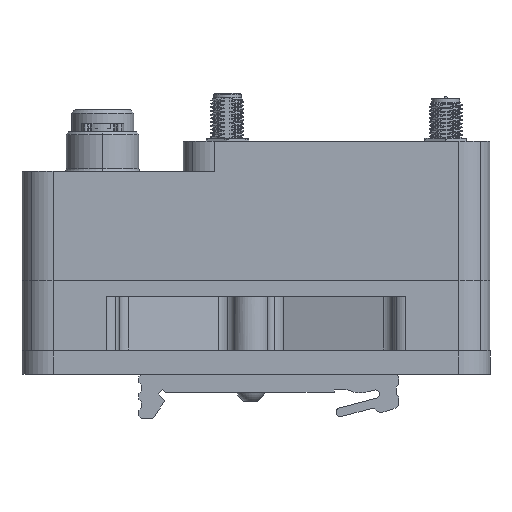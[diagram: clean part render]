
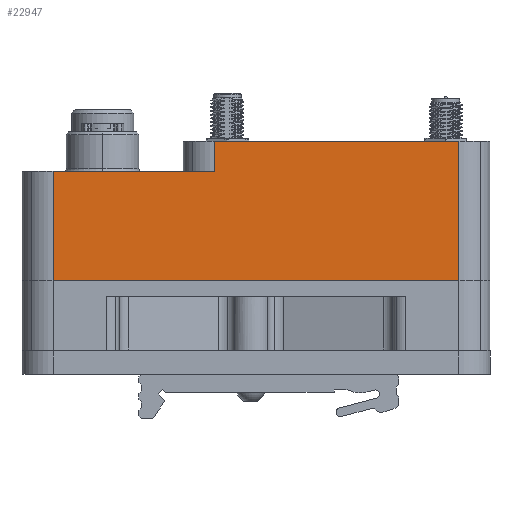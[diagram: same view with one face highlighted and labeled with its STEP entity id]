
A CAD part, front view. The second image highlights one B-rep face of the part: STEP entity #22947.
In plain terms, the highlighted planar face has unit normal (0, -1, 0).
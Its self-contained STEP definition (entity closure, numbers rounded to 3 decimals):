
#22947=ADVANCED_FACE('3:3179',(#55955),#55956,.T.);
#55955=FACE_OUTER_BOUND('',#82118,.T.);
#55956=PLANE('',#82119);
#82118=EDGE_LOOP('',(#110242,#110243,#110244,#110245,#110246,#110247));
#82119=AXIS2_PLACEMENT_3D('',#110248,#110249,#110250);
#110242=ORIENTED_EDGE('',*,*,#142497,.F.);
#110243=ORIENTED_EDGE('',*,*,#142572,.T.);
#110244=ORIENTED_EDGE('',*,*,#142573,.F.);
#110245=ORIENTED_EDGE('',*,*,#142539,.T.);
#110246=ORIENTED_EDGE('',*,*,#142493,.F.);
#110247=ORIENTED_EDGE('',*,*,#142553,.T.);
#110248=CARTESIAN_POINT('',(48.504,-51.259,-27.));
#110249=DIRECTION('',(0.,-1.0,0.));
#110250=DIRECTION('',(1.0,0.,0.0));
#142493=EDGE_CURVE('3:8159',#168376,#168378,#168379,.T.);
#142497=EDGE_CURVE('3:8150',#168384,#168386,#168387,.T.);
#142539=EDGE_CURVE('3:8024',#168459,#168378,#168460,.F.);
#142553=EDGE_CURVE('3:8075',#168376,#168386,#168475,.T.);
#142572=EDGE_CURVE('3:8153',#168384,#168500,#168501,.F.);
#142573=EDGE_CURVE('3:8156',#168459,#168500,#168502,.T.);
#168376=VERTEX_POINT('',#335416);
#168378=VERTEX_POINT('',#335418);
#168379=LINE('',#335419,#335420);
#168384=VERTEX_POINT('',#335426);
#168386=VERTEX_POINT('',#335428);
#168387=LINE('',#335429,#335430);
#168459=VERTEX_POINT('',#335520);
#168460=LINE('',#335521,#335522);
#168475=LINE('',#335538,#335539);
#168500=VERTEX_POINT('',#335568);
#168501=LINE('',#335569,#335570);
#168502=LINE('',#335571,#335572);
#335416=CARTESIAN_POINT('',(87.504,-51.259,-11.2));
#335418=CARTESIAN_POINT('',(87.504,-51.259,-38.));
#335419=CARTESIAN_POINT('',(87.504,-51.259,-27.));
#335420=VECTOR('',#341433,1.0);
#335426=CARTESIAN_POINT('',(40.504,-51.259,-17.));
#335428=CARTESIAN_POINT('',(40.504,-51.259,-11.2));
#335429=CARTESIAN_POINT('',(40.504,-51.259,-21.85));
#335430=VECTOR('',#341441,1.0);
#335520=CARTESIAN_POINT('',(9.504,-51.259,-38.));
#335521=CARTESIAN_POINT('',(48.504,-51.259,-38.));
#335522=VECTOR('',#341529,1.0);
#335538=CARTESIAN_POINT('',(48.504,-51.259,-11.2));
#335539=VECTOR('',#341567,1.0);
#335568=CARTESIAN_POINT('',(9.504,-51.259,-17.));
#335569=CARTESIAN_POINT('',(47.886,-51.259,-17.));
#335570=VECTOR('',#341614,1.0);
#335571=CARTESIAN_POINT('',(9.504,-51.259,-27.));
#335572=VECTOR('',#341615,1.0);
#341433=DIRECTION('',(0.,0.,-1.0));
#341441=DIRECTION('',(0.,0.,1.0));
#341529=DIRECTION('',(-1.0,0.,0.));
#341567=DIRECTION('',(-1.0,0.,0.));
#341614=DIRECTION('',(1.0,0.,0.));
#341615=DIRECTION('',(0.,0.,1.0));
